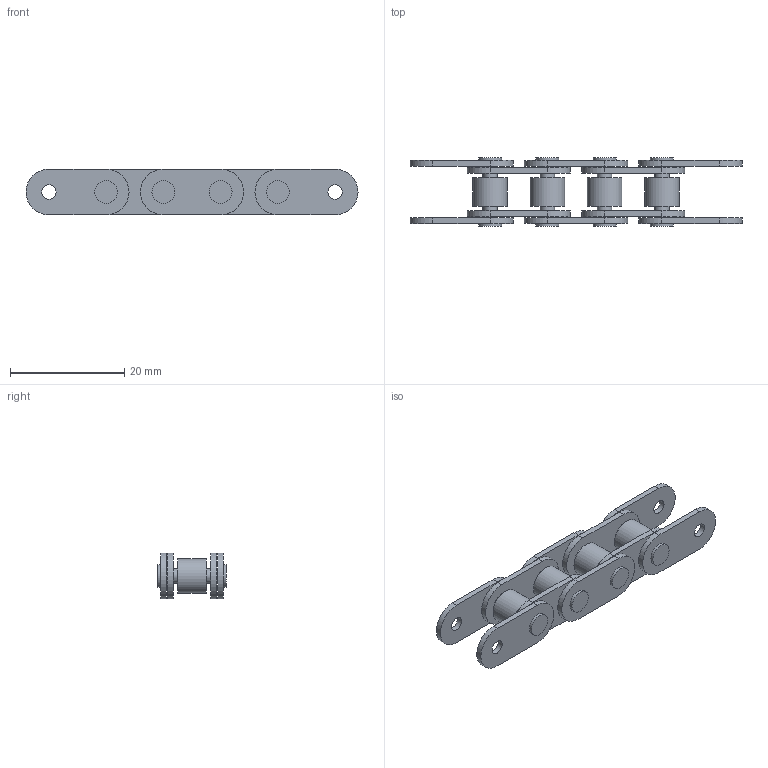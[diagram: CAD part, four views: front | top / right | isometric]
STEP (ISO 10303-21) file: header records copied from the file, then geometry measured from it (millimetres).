
FILE_DESCRIPTION((''),'2;1');
FILE_NAME('909007.iam.stp','2010-09-05T11:14:15',(''),(''),'Autodesk Inventor 2010','Autodesk Inventor 2010','');
FILE_SCHEMA(('AUTOMOTIVE_DESIGN { 1 0 10303 214 1 1 1 1 }'));
Length unit declared in the file: millimetre
Products named in the file (5): 909007; 909007-3; 909007-2; 909007-1; 909007-4
Assembly tree (18 placements, depth 2):
  909007
    909007-3  x6
    909007-2  x4
    909007-1  x4
    909007-4  x4
Bounding box: 58 x 12 x 8 mm (x, y, z)
Volume: 1723.6 mm3; surface area: 4244.2 mm2
Topology: 18 solids, 18 shells, 124 faces, 240 edges, 160 vertices
Faces by surface type: plane 64, cylinder 60
Full cylindrical faces by diameter (mm): 2.5 x16, 4 x20, 6 x4
Entity records: 927 total; most frequent: DIRECTION 168, CARTESIAN_POINT 126, ORIENTED_EDGE 84, AXIS2_PLACEMENT_3D 76, EDGE_LOOP 48, EDGE_CURVE 42, VERTEX_POINT 34, FACE_OUTER_BOUND 27
